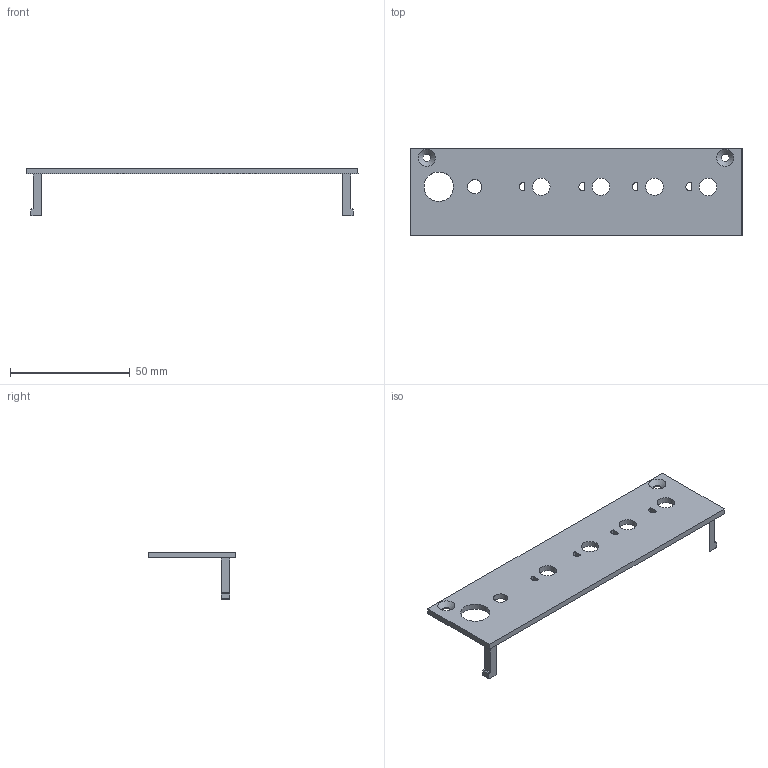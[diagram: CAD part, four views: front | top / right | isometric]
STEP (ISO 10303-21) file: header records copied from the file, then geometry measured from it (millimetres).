
FILE_DESCRIPTION(/* description */ (''),/* implementation_level */ '2;1');
FILE_NAME(/* name */ 'obudowa_front.stp',/* time_stamp */ '2023-10-05T16:46:14+02:00',/* author */ ('1mich'),/* organization */ (''),/* preprocessor_version */ 'ST-DEVELOPER v19',/* originating_system */ 'Autodesk Inventor 2023',/* authorisation */ '');
FILE_SCHEMA (('CONFIG_CONTROL_DESIGN'));
Length unit declared in the file: millimetre
Products named in the file (1): obudowa_bottom
Bounding box: 138.58 x 36.5 x 20 mm (x, y, z)
Volume: 11779.9 mm3; surface area: 11210.9 mm2
Topology: 1 solids, 1 shells, 43 faces, 112 edges, 74 vertices
Faces by surface type: plane 25, cylinder 16, cone 2
Full cylindrical faces by diameter (mm): 3.2 x2, 6 x1, 7.3 x4, 12.3 x1
Entity records: 1422 total; most frequent: DIRECTION 234, CARTESIAN_POINT 230, ORIENTED_EDGE 224, EDGE_CURVE 112, LINE 78, VECTOR 78, AXIS2_PLACEMENT_3D 78, VERTEX_POINT 73
